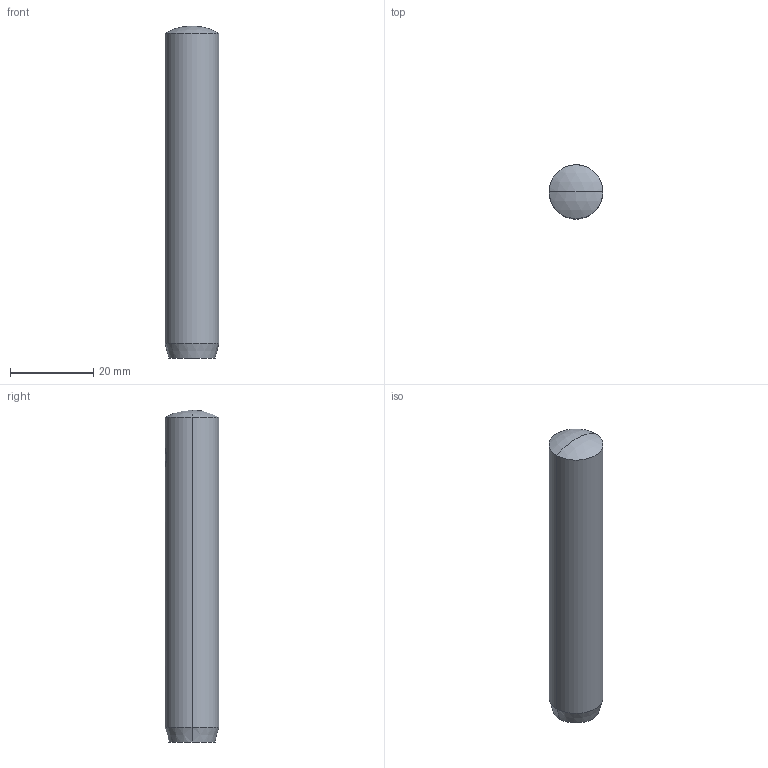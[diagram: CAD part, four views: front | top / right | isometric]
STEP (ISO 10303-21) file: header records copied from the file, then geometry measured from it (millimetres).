
FILE_DESCRIPTION (( 'STEP AP214' ), '1' );
FILE_NAME ('LS-D13-L80.step', '2021-08-11T09:07:45', ( 'User' ), ( 'china' ), 'SwSTEP 2.0', 'SolidWorks 2016', '' );
FILE_SCHEMA (( 'AUTOMOTIVE_DESIGN' ));
Length unit declared in the file: millimetre
Products named in the file (1): LS-D13-L80
Bounding box: 13 x 13 x 80 mm (x, y, z)
Volume: 10440.8 mm3; surface area: 3434.4 mm2
Topology: 1 solids, 1 shells, 23 faces, 54 edges, 35 vertices
Faces by surface type: cylinder 10, plane 9, sphere 2, cone 2
Entity records: 912 total; most frequent: CARTESIAN_POINT 371, ORIENTED_EDGE 108, DIRECTION 98, EDGE_CURVE 54, AXIS2_PLACEMENT_3D 36, VERTEX_POINT 35, VECTOR 26, LINE 26
